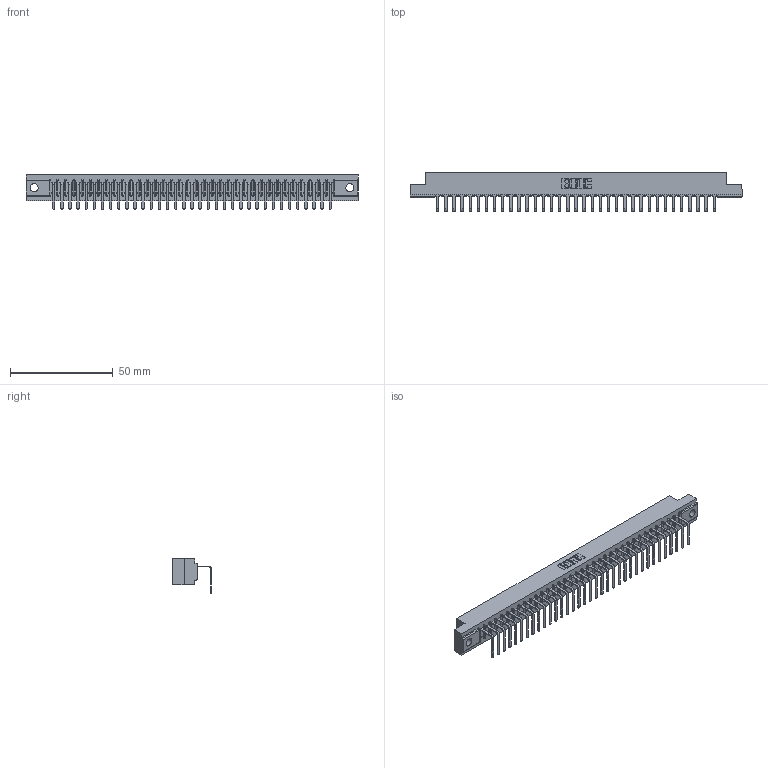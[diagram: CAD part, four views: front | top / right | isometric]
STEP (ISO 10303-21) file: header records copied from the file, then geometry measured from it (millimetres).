
FILE_DESCRIPTION (( 'STEP AP203' ), '1' );
FILE_NAME ('307-035-558-104.STEP', '2019-09-05T14:36:17', ( '' ), ( '' ), 'SwSTEP 2.0', 'SolidWorks 2016', '' );
FILE_SCHEMA (( 'CONFIG_CONTROL_DESIGN' ));
Length unit declared in the file: inch
Products named in the file (3): 307 Part_.156 Dia Mounting Holes; 307-035-558-104; 307-290-001_558 - 2 (Single)
Assembly tree (36 placements, depth 2):
  307-035-558-104
    307 Part_.156 Dia Mounting Holes
    307-290-001_558 - 2 (Single)  x35
Bounding box: 161.7 x 18.96 x 16.8 mm (x, y, z)
Volume: 16798.9 mm3; surface area: 18554.1 mm2
Topology: 36 solids, 36 shells, 2268 faces, 6449 edges, 4154 vertices
Faces by surface type: plane 1449, cylinder 747, sphere 72
Entity records: 31390 total; most frequent: CARTESIAN_POINT 5290, ORIENTED_EDGE 5274, DIRECTION 5141, EDGE_CURVE 2637, LINE 2027, VECTOR 2027, VERTEX_POINT 1706, AXIS2_PLACEMENT_3D 1557
